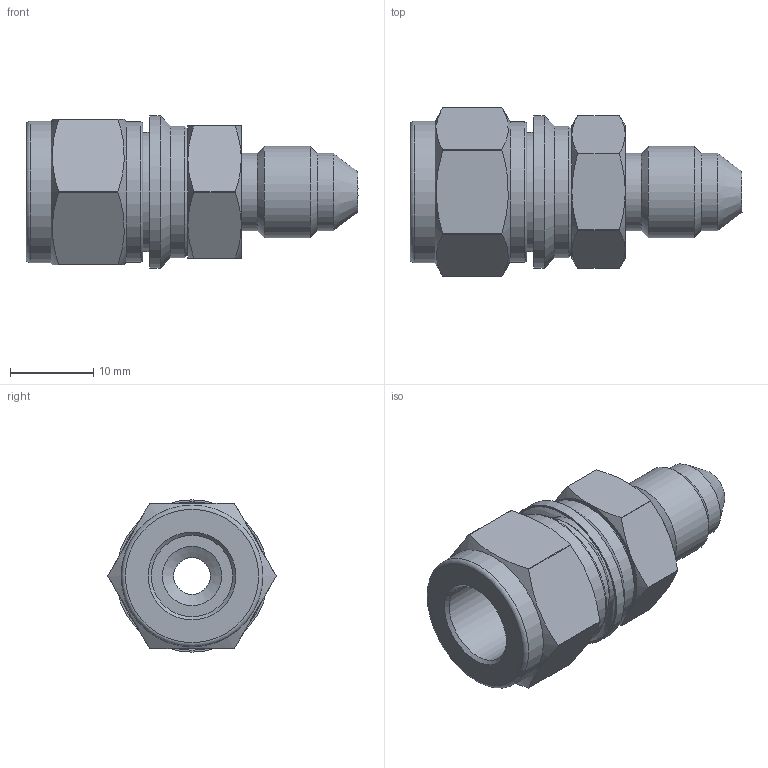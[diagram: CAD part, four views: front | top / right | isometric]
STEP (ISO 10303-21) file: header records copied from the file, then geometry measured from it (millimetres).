
FILE_DESCRIPTION(/* description */ (''),/* implementation_level */ '2;1');
FILE_NAME(/* name */ 'SAUI-6-4U.stp',/* time_stamp */ '2022-04-21T09:26:48+09:00',/* author */ ('user'),/* organization */ (''),/* preprocessor_version */ 'ST-DEVELOPER v18.1',/* originating_system */ 'Autodesk Inventor 2022',/* authorisation */ '');
FILE_SCHEMA (('AUTOMOTIVE_DESIGN { 1 0 10303 214 3 1 1 }'));
Length unit declared in the file: millimetre
Products named in the file (1): SAUI-6-4U
Bounding box: 39.81 x 20.16 x 18.25 mm (x, y, z)
Volume: 5250.2 mm3; surface area: 3753.1 mm2
Topology: 1 solids, 1 shells, 71 faces, 160 edges, 97 vertices
Faces by surface type: cylinder 25, cone 24, plane 20, torus 2
Full cylindrical faces by diameter (mm): 4.4 x1, 7.112 x1, 9.25 x2, 9.73 x1, 10.963 x1, 12.5 x1, 13.05 x1, 14.28 x1, 15.8 x1, 16.8 x1, 17 x1, 18.25 x1
Entity records: 1986 total; most frequent: CARTESIAN_POINT 401, DIRECTION 343, ORIENTED_EDGE 320, EDGE_CURVE 160, AXIS2_PLACEMENT_3D 147, VERTEX_POINT 97, EDGE_LOOP 79, CIRCLE 75
